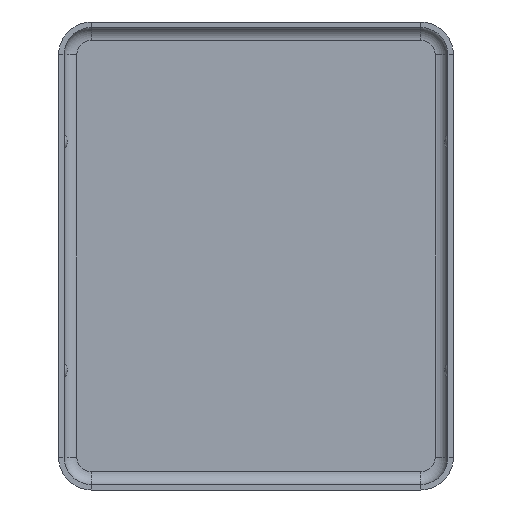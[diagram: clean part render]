
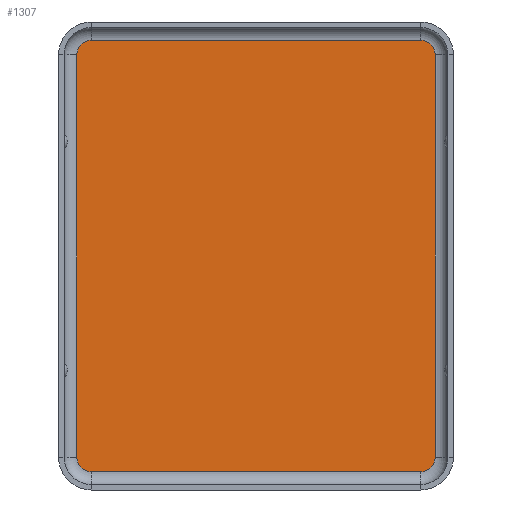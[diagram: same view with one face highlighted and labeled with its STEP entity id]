
A CAD part, front view. The second image highlights one B-rep face of the part: STEP entity #1307.
In plain terms, the highlighted planar face has unit normal (0, -1, 0).
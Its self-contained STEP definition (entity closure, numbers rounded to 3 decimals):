
#16 = CARTESIAN_POINT ( 'NONE',  ( -9., 0., 11. ) ) ;
#30 = AXIS2_PLACEMENT_3D ( 'NONE', #1133, #1496, #745 ) ;
#33 = EDGE_CURVE ( 'NONE', #1031, #1362, #697, .T. ) ;
#40 = DIRECTION ( 'NONE',  ( 0., 0., 1. ) ) ;
#56 = DIRECTION ( 'NONE',  ( 0., 1., 0. ) ) ;
#81 = LINE ( 'NONE', #147, #1257 ) ;
#124 = EDGE_CURVE ( 'NONE', #1324, #631, #208, .T. ) ;
#131 = CARTESIAN_POINT ( 'NONE',  ( 9., 0., -11.8 ) ) ;
#147 = CARTESIAN_POINT ( 'NONE',  ( 9., 0., 11.8 ) ) ;
#190 = ORIENTED_EDGE ( 'NONE', *, *, #1466, .T. ) ;
#208 = CIRCLE ( 'NONE', #1565, 0.8 ) ;
#244 = ORIENTED_EDGE ( 'NONE', *, *, #743, .T. ) ;
#291 = CARTESIAN_POINT ( 'NONE',  ( 9.8, 0., 0. ) ) ;
#343 = ORIENTED_EDGE ( 'NONE', *, *, #642, .T. ) ;
#362 = DIRECTION ( 'NONE',  ( 0., -1., 0. ) ) ;
#373 = CARTESIAN_POINT ( 'NONE',  ( -9.8, 0., -11. ) ) ;
#398 = AXIS2_PLACEMENT_3D ( 'NONE', #1306, #56, #40 ) ;
#418 = CARTESIAN_POINT ( 'NONE',  ( -9.8, 0., 11. ) ) ;
#428 = VERTEX_POINT ( 'NONE', #513 ) ;
#479 = ORIENTED_EDGE ( 'NONE', *, *, #124, .T. ) ;
#498 = AXIS2_PLACEMENT_3D ( 'NONE', #16, #1016, #1382 ) ;
#513 = CARTESIAN_POINT ( 'NONE',  ( 9.8, 0., -11. ) ) ;
#518 = VERTEX_POINT ( 'NONE', #373 ) ;
#524 = CARTESIAN_POINT ( 'NONE',  ( 9., 0., 11.8 ) ) ;
#587 = VECTOR ( 'NONE', #861, 1000. ) ;
#629 = EDGE_CURVE ( 'NONE', #683, #689, #1227, .T. ) ;
#631 = VERTEX_POINT ( 'NONE', #524 ) ;
#635 = VECTOR ( 'NONE', #1203, 1000. ) ;
#642 = EDGE_CURVE ( 'NONE', #631, #689, #81, .T. ) ;
#683 = VERTEX_POINT ( 'NONE', #418 ) ;
#689 = VERTEX_POINT ( 'NONE', #1426 ) ;
#697 = LINE ( 'NONE', #131, #587 ) ;
#699 = ORIENTED_EDGE ( 'NONE', *, *, #629, .F. ) ;
#712 = CIRCLE ( 'NONE', #1014, 0.8 ) ;
#743 = EDGE_CURVE ( 'NONE', #683, #518, #1508, .T. ) ;
#745 = DIRECTION ( 'NONE',  ( 0., 0., -1. ) ) ;
#751 = VECTOR ( 'NONE', #1176, 1000. ) ;
#794 = FACE_OUTER_BOUND ( 'NONE', #1341, .T. ) ;
#815 = ORIENTED_EDGE ( 'NONE', *, *, #867, .F. ) ;
#861 = DIRECTION ( 'NONE',  ( -1., 0., 0. ) ) ;
#867 = EDGE_CURVE ( 'NONE', #1324, #428, #1195, .T. ) ;
#872 = PLANE ( 'NONE',  #30 ) ;
#903 = DIRECTION ( 'NONE',  ( 0., -1., 0. ) ) ;
#929 = CARTESIAN_POINT ( 'NONE',  ( -9.8, 0., 0. ) ) ;
#982 = CARTESIAN_POINT ( 'NONE',  ( 9., 0., 11. ) ) ;
#1014 = AXIS2_PLACEMENT_3D ( 'NONE', #1386, #903, #1374 ) ;
#1016 = DIRECTION ( 'NONE',  ( 0., 1., 0. ) ) ;
#1026 = CIRCLE ( 'NONE', #398, 0.8 ) ;
#1031 = VERTEX_POINT ( 'NONE', #1592 ) ;
#1133 = CARTESIAN_POINT ( 'NONE',  ( 9., 0., -11. ) ) ;
#1149 = EDGE_CURVE ( 'NONE', #428, #1031, #1026, .T. ) ;
#1161 = CARTESIAN_POINT ( 'NONE',  ( 9.8, 0., 11. ) ) ;
#1167 = ORIENTED_EDGE ( 'NONE', *, *, #33, .F. ) ;
#1176 = DIRECTION ( 'NONE',  ( 0., 0., -1. ) ) ;
#1195 = LINE ( 'NONE', #291, #751 ) ;
#1203 = DIRECTION ( 'NONE',  ( 0., 0., -1. ) ) ;
#1227 = CIRCLE ( 'NONE', #498, 0.8 ) ;
#1257 = VECTOR ( 'NONE', #1503, 1000. ) ;
#1269 = CARTESIAN_POINT ( 'NONE',  ( -9., 0., -11.8 ) ) ;
#1306 = CARTESIAN_POINT ( 'NONE',  ( 9., 0., -11. ) ) ;
#1307 = ADVANCED_FACE ( 'NONE', ( #794 ), #872, .T. ) ;
#1324 = VERTEX_POINT ( 'NONE', #1161 ) ;
#1341 = EDGE_LOOP ( 'NONE', ( #1167, #1413, #815, #479, #343, #699, #244, #190 ) ) ;
#1344 = DIRECTION ( 'NONE',  ( 0., 0., -1. ) ) ;
#1362 = VERTEX_POINT ( 'NONE', #1269 ) ;
#1374 = DIRECTION ( 'NONE',  ( 0., 0., 1. ) ) ;
#1382 = DIRECTION ( 'NONE',  ( 0., 0., -1. ) ) ;
#1386 = CARTESIAN_POINT ( 'NONE',  ( -9., 0., -11. ) ) ;
#1413 = ORIENTED_EDGE ( 'NONE', *, *, #1149, .F. ) ;
#1426 = CARTESIAN_POINT ( 'NONE',  ( -9., 0., 11.8 ) ) ;
#1466 = EDGE_CURVE ( 'NONE', #518, #1362, #712, .T. ) ;
#1496 = DIRECTION ( 'NONE',  ( 0., -1., 0. ) ) ;
#1503 = DIRECTION ( 'NONE',  ( -1., 0., 0. ) ) ;
#1508 = LINE ( 'NONE', #929, #635 ) ;
#1565 = AXIS2_PLACEMENT_3D ( 'NONE', #982, #362, #1344 ) ;
#1592 = CARTESIAN_POINT ( 'NONE',  ( 9., 0., -11.8 ) ) ;
